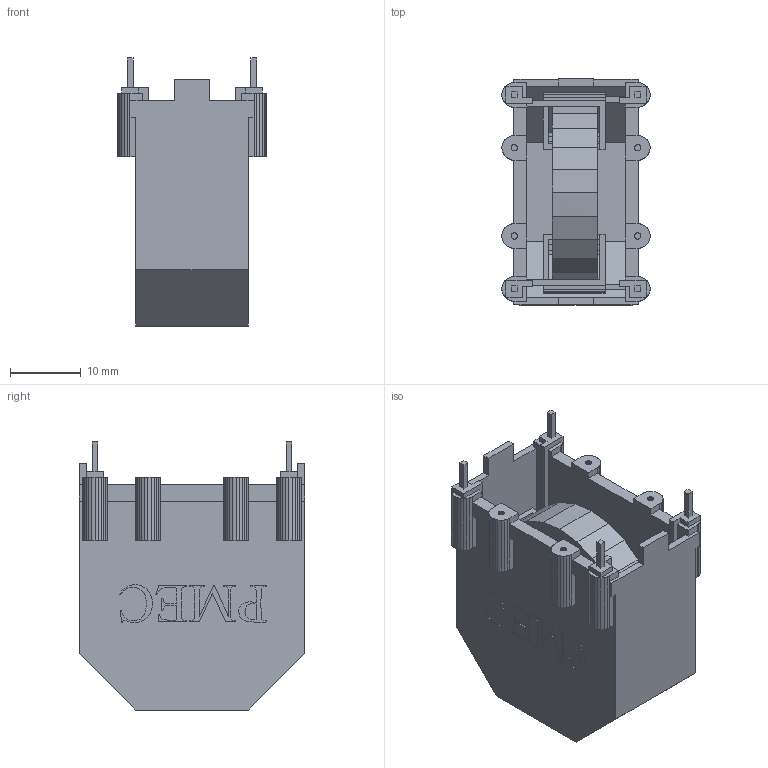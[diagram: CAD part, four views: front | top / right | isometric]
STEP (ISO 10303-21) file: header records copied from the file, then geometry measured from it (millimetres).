
FILE_DESCRIPTION(('FreeCAD Model'),'2;1');
FILE_NAME('X04Ve.stp', '2014-07-08T12:54:54',('FreeCAD'),('FreeCAD'), 'Open CASCADE STEP processor 6.3','FreeCAD','Unknown');
FILE_SCHEMA(('AUTOMOTIVE_DESIGN_CC2 { 1 2 10303 214 -1 1 5 4 }'));
Length unit declared in the file: millimetre
Products named in the file (6): X04Ve; X04Ve003; X04Ve002; X04Ve004; X04Ve001; X04Ve005
Bounding box: 21 x 32 x 38 mm (x, y, z)
Volume: 5790.9 mm3; surface area: 9702.6 mm2
Topology: 6 solids, 6 shells, 870 faces, 2508 edges, 1661 vertices
Faces by surface type: plane 610, cylinder 260
Entity records: 64368 total; most frequent: CARTESIAN_POINT 16184, DIRECTION 8475, LINE 5382, VECTOR 5382, ORIENTED_EDGE 5016, PCURVE 5016, DEFINITIONAL_REPRESENTATION 5016, EDGE_CURVE 2508
